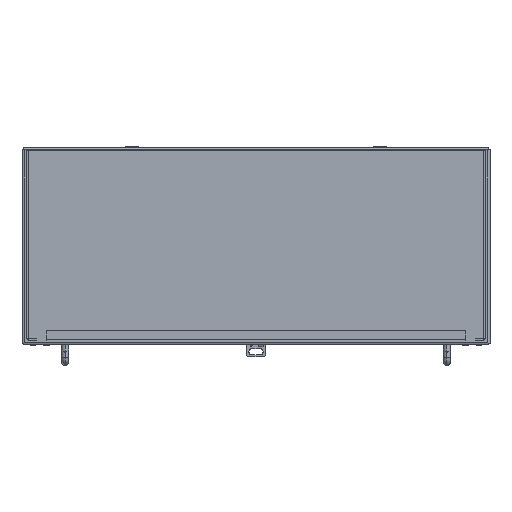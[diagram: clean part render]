
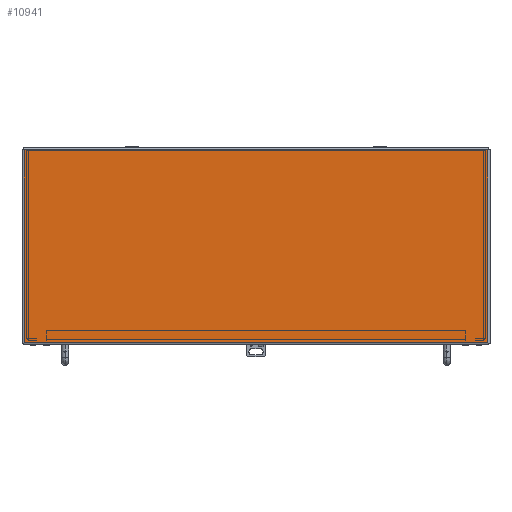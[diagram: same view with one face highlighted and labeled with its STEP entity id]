
A CAD part, top view. The second image highlights one B-rep face of the part: STEP entity #10941.
In plain terms, the highlighted planar face has unit normal (0, 0, 1).
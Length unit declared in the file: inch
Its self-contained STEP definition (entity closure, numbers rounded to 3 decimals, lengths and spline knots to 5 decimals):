
#25 = CARTESIAN_POINT ( 'NONE',  ( -12.1515, -10.142, 12.036 ) ) ;
#1347 = EDGE_CURVE ( 'NONE', #19798, #9580, #13643, .T. ) ;
#1940 = CARTESIAN_POINT ( 'NONE',  ( 12.1515, -0.036, 12.036 ) ) ;
#3438 = DIRECTION ( 'NONE',  ( 0., 1., 0. ) ) ;
#4006 = CARTESIAN_POINT ( 'NONE',  ( -12.1515, -0.036, 12.036 ) ) ;
#4653 = VERTEX_POINT ( 'NONE', #8852 ) ;
#5248 = CARTESIAN_POINT ( 'NONE',  ( 12.1515, -10.142, 12.036 ) ) ;
#8200 = VERTEX_POINT ( 'NONE', #15802 ) ;
#8509 = DIRECTION ( 'NONE',  ( -1., 0., 0. ) ) ;
#8739 = DIRECTION ( 'NONE',  ( -1., 0., 0. ) ) ;
#8815 = LINE ( 'NONE', #4006, #10374 ) ;
#8848 = CARTESIAN_POINT ( 'NONE',  ( 12.1515, -0.036, 12.036 ) ) ;
#8852 = CARTESIAN_POINT ( 'NONE',  ( -12.1515, -0.036, 12.036 ) ) ;
#9580 = VERTEX_POINT ( 'NONE', #25 ) ;
#9936 = ORIENTED_EDGE ( 'NONE', *, *, #13316, .F. ) ;
#10058 = VECTOR ( 'NONE', #3438, 39.37008 ) ;
#10374 = VECTOR ( 'NONE', #10561, 39.37008 ) ;
#10408 = EDGE_CURVE ( 'NONE', #4653, #8200, #8815, .T. ) ;
#10460 = LINE ( 'NONE', #1940, #20623 ) ;
#10561 = DIRECTION ( 'NONE',  ( 1., 0., 0. ) ) ;
#10941 = ADVANCED_FACE ( 'NONE', ( #18779 ), #20415, .T. ) ;
#11788 = DIRECTION ( 'NONE',  ( 0., 0., 1. ) ) ;
#13316 = EDGE_CURVE ( 'NONE', #9580, #4653, #14674, .T. ) ;
#13643 = LINE ( 'NONE', #5248, #15639 ) ;
#14674 = LINE ( 'NONE', #16519, #10058 ) ;
#15314 = EDGE_CURVE ( 'NONE', #8200, #19798, #10460, .T. ) ;
#15639 = VECTOR ( 'NONE', #8509, 39.37008 ) ;
#15802 = CARTESIAN_POINT ( 'NONE',  ( 12.1515, -0.036, 12.036 ) ) ;
#16208 = EDGE_LOOP ( 'NONE', ( #9936, #16900, #18363, #18067 ) ) ;
#16519 = CARTESIAN_POINT ( 'NONE',  ( -12.1515, -10.142, 12.036 ) ) ;
#16900 = ORIENTED_EDGE ( 'NONE', *, *, #1347, .F. ) ;
#17390 = CARTESIAN_POINT ( 'NONE',  ( 12.1515, -10.142, 12.036 ) ) ;
#18067 = ORIENTED_EDGE ( 'NONE', *, *, #10408, .F. ) ;
#18363 = ORIENTED_EDGE ( 'NONE', *, *, #15314, .F. ) ;
#18526 = DIRECTION ( 'NONE',  ( 0., -1., 0. ) ) ;
#18779 = FACE_OUTER_BOUND ( 'NONE', #16208, .T. ) ;
#19798 = VERTEX_POINT ( 'NONE', #17390 ) ;
#20415 = PLANE ( 'NONE',  #20500 ) ;
#20500 = AXIS2_PLACEMENT_3D ( 'NONE', #8848, #11788, #8739 ) ;
#20623 = VECTOR ( 'NONE', #18526, 39.37008 ) ;
